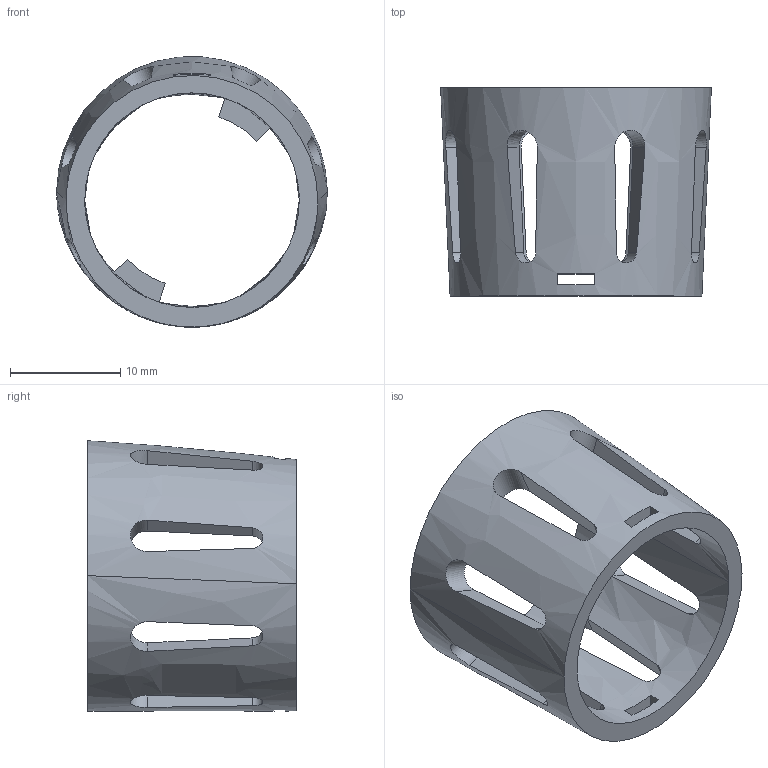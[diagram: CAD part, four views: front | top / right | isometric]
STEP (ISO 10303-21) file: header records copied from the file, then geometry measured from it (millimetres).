
FILE_DESCRIPTION(/* description */ (''),/* implementation_level */ '2;1');
FILE_NAME(/* name */ 'PIKA~1',/* time_stamp */ '2018-10-04T09:18:08+02:00',/* author */ (''),/* organization */ (''),/* preprocessor_version */ 'ST-DEVELOPER v15',/* originating_system */ '',/* authorisation */ '');
FILE_SCHEMA (('AUTOMOTIVE_DESIGN'));
Length unit declared in the file: millimetre
Products named in the file (1): Document
Bounding box: 24.51 x 18.85 x 24.48 mm (x, y, z)
Volume: 2249.2 mm3; surface area: 2897.6 mm2
Topology: 1 solids, 1 shells, 56 faces, 158 edges, 104 vertices
Faces by surface type: bspline 38, plane 18
Entity records: 2897 total; most frequent: CARTESIAN_POINT 1926, ORIENTED_EDGE 316, EDGE_CURVE 158, VERTEX_POINT 104, B_SPLINE_CURVE_WITH_KNOTS 100, EDGE_LOOP 78, ADVANCED_FACE 56, FACE_OUTER_BOUND 56
